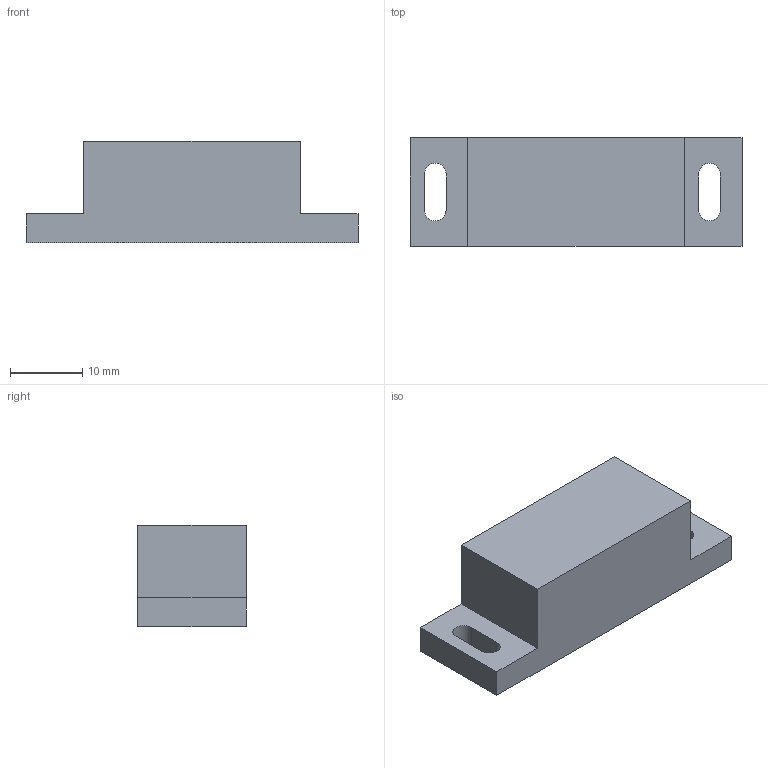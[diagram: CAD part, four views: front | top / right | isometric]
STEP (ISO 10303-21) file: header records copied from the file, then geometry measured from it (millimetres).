
FILE_DESCRIPTION(/* description */ (''),/* implementation_level */ '2;1');
FILE_NAME(/* name */ 'kapıplastiği v1.step',/* time_stamp */ '2022-08-18T16:02:17+03:00',/* author */ (''),/* organization */ (''),/* preprocessor_version */ 'ST-DEVELOPER v19',/* originating_system */ 'Autodesk Translation Framework v11.7.0.108',/* authorisation */ '');
FILE_SCHEMA (('AUTOMOTIVE_DESIGN { 1 0 10303 214 3 1 1 }'));
Length unit declared in the file: millimetre
Products named in the file (1): kapıplastiği
Bounding box: 46 x 15 x 14 mm (x, y, z)
Volume: 3161.4 mm3; surface area: 3302.2 mm2
Topology: 1 solids, 1 shells, 30 faces, 81 edges, 54 vertices
Faces by surface type: plane 25, cylinder 5
Full cylindrical faces by diameter (mm): 4 x1
Entity records: 976 total; most frequent: CARTESIAN_POINT 166, ORIENTED_EDGE 162, DIRECTION 153, EDGE_CURVE 81, LINE 71, VECTOR 71, VERTEX_POINT 54, AXIS2_PLACEMENT_3D 41
